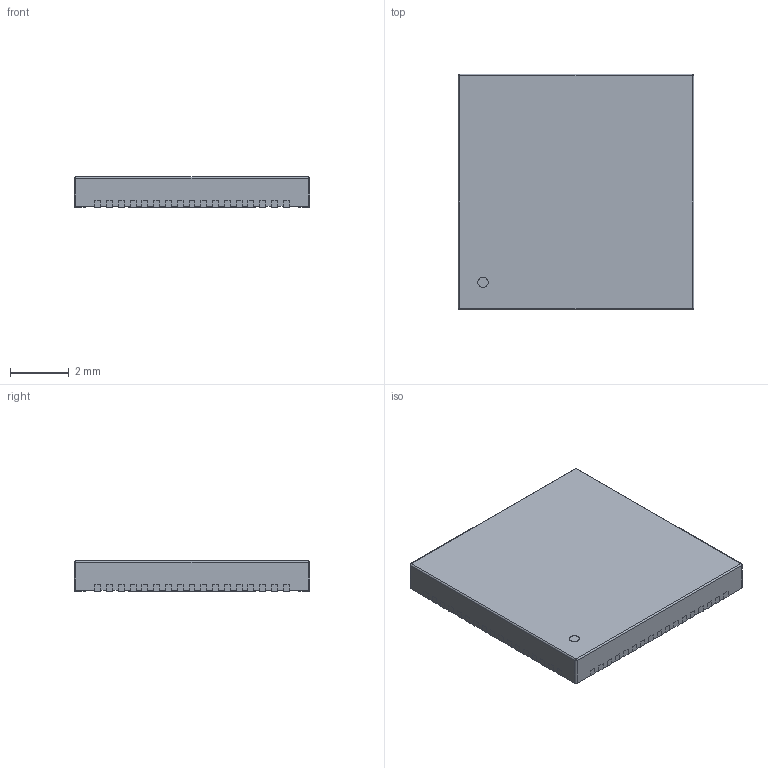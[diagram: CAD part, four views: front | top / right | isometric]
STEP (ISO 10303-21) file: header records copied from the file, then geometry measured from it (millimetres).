
FILE_DESCRIPTION(('FreeCAD Model'),'2;1');
FILE_NAME('test2.step','2015-11-29T19:05:52',('Author'),(''), 'Open CASCADE STEP processor 6.8','FreeCAD','Unknown');
FILE_SCHEMA(('AUTOMOTIVE_DESIGN_CC2 { 1 2 10303 214 -1 1 5 4 }'));
Length unit declared in the file: millimetre
Products named in the file (1): Fusion
Bounding box: 8 x 8 x 1.02 mm (x, y, z)
Volume: 64.5 mm3; surface area: 161.1 mm2
Topology: 1 solids, 1 shells, 384 faces, 1149 edges, 765 vertices
Faces by surface type: plane 285, cylinder 95, bspline 4
Entity records: 37538 total; most frequent: CARTESIAN_POINT 12649, DIRECTION 3991, LINE 2726, VECTOR 2726, ORIENTED_EDGE 2290, PCURVE 2290, DEFINITIONAL_REPRESENTATION 2290, EDGE_CURVE 1145
